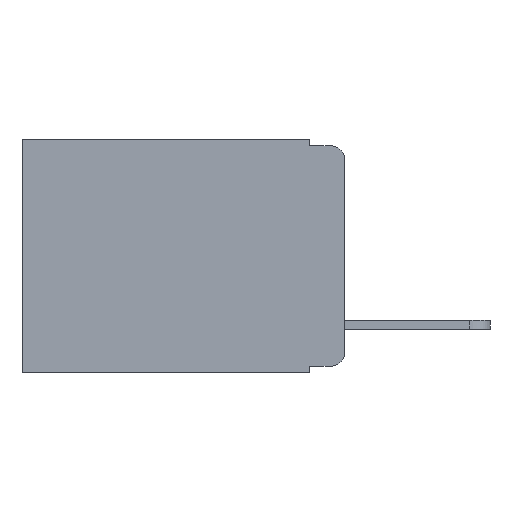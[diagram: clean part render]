
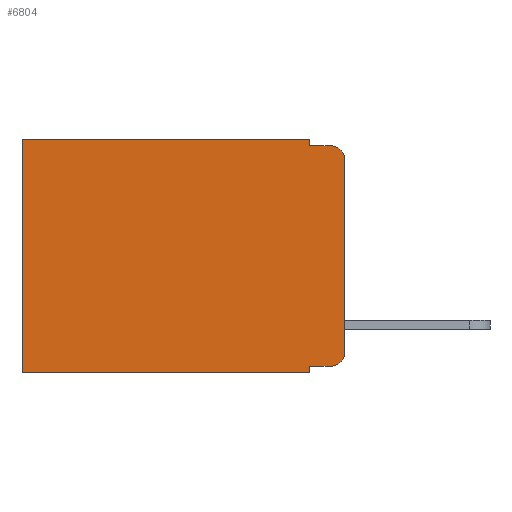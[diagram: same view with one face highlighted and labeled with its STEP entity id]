
A CAD part, left-side view. The second image highlights one B-rep face of the part: STEP entity #6804.
In plain terms, the highlighted planar face has unit normal (-1, 0, 0).
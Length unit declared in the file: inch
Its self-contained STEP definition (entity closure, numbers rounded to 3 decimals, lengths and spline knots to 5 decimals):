
#150 = LINE ( 'NONE', #1141, #8916 ) ;
#333 = VERTEX_POINT ( 'NONE', #7209 ) ;
#398 = CARTESIAN_POINT ( 'NONE',  ( 0.298, 0., 0. ) ) ;
#757 = VECTOR ( 'NONE', #6622, 39.37008 ) ;
#779 = DIRECTION ( 'NONE',  ( 0., 1., 0. ) ) ;
#826 = PLANE ( 'NONE',  #3714 ) ;
#934 = EDGE_CURVE ( 'NONE', #7173, #5931, #150, .T. ) ;
#1004 = EDGE_CURVE ( 'NONE', #7173, #333, #7813, .T. ) ;
#1141 = CARTESIAN_POINT ( 'NONE',  ( 0.298, 0., 0. ) ) ;
#1276 = CARTESIAN_POINT ( 'NONE',  ( 0.298, 0.473, 0. ) ) ;
#1301 = DIRECTION ( 'NONE',  ( 0., 1., 0. ) ) ;
#1417 = CARTESIAN_POINT ( 'NONE',  ( 0.298, 0., -0.343 ) ) ;
#1594 = VECTOR ( 'NONE', #4382, 39.37008 ) ;
#1630 = EDGE_CURVE ( 'NONE', #1693, #9973, #10113, .T. ) ;
#1647 = DIRECTION ( 'NONE',  ( 0., 0., -1. ) ) ;
#1693 = VERTEX_POINT ( 'NONE', #2983 ) ;
#1710 = VERTEX_POINT ( 'NONE', #6784 ) ;
#1757 = FACE_OUTER_BOUND ( 'NONE', #3008, .T. ) ;
#2297 = VECTOR ( 'NONE', #779, 39.37008 ) ;
#2399 = ORIENTED_EDGE ( 'NONE', *, *, #1630, .F. ) ;
#2583 = DIRECTION ( 'NONE',  ( 0., 0., -1. ) ) ;
#2747 = LINE ( 'NONE', #6523, #4799 ) ;
#2796 = LINE ( 'NONE', #1417, #2297 ) ;
#2904 = EDGE_CURVE ( 'NONE', #9973, #3663, #2796, .T. ) ;
#2953 = CARTESIAN_POINT ( 'NONE',  ( 0.298, 0.051, 0. ) ) ;
#2983 = CARTESIAN_POINT ( 'NONE',  ( 0.298, 0.051, -0.333 ) ) ;
#3008 = EDGE_LOOP ( 'NONE', ( #3757, #6176, #8988, #7195, #3971, #8522, #7552, #2399, #4884, #8120 ) ) ;
#3663 = VERTEX_POINT ( 'NONE', #6070 ) ;
#3714 = AXIS2_PLACEMENT_3D ( 'NONE', #9388, #5735, #9624 ) ;
#3757 = ORIENTED_EDGE ( 'NONE', *, *, #8865, .F. ) ;
#3874 = VECTOR ( 'NONE', #8020, 39.37008 ) ;
#3971 = ORIENTED_EDGE ( 'NONE', *, *, #934, .T. ) ;
#4129 = CARTESIAN_POINT ( 'NONE',  ( 0.298, 0.051, -0.01 ) ) ;
#4148 = AXIS2_PLACEMENT_3D ( 'NONE', #7795, #9447, #1647 ) ;
#4382 = DIRECTION ( 'NONE',  ( 0., 0., -1. ) ) ;
#4466 = DIRECTION ( 'NONE',  ( 0., 0., -1. ) ) ;
#4799 = VECTOR ( 'NONE', #5764, 39.37008 ) ;
#4820 = DIRECTION ( 'NONE',  ( -1., 0., 0. ) ) ;
#4884 = ORIENTED_EDGE ( 'NONE', *, *, #6883, .T. ) ;
#4927 = EDGE_CURVE ( 'NONE', #9342, #7406, #7961, .T. ) ;
#5045 = EDGE_CURVE ( 'NONE', #333, #9383, #6192, .T. ) ;
#5063 = VECTOR ( 'NONE', #6602, 39.37008 ) ;
#5120 = EDGE_CURVE ( 'NONE', #1710, #9383, #7265, .T. ) ;
#5185 = LINE ( 'NONE', #1276, #5063 ) ;
#5328 = CARTESIAN_POINT ( 'NONE',  ( 0.298, 0.051, 0. ) ) ;
#5528 = AXIS2_PLACEMENT_3D ( 'NONE', #6462, #4820, #2583 ) ;
#5735 = DIRECTION ( 'NONE',  ( 1., 0., 0. ) ) ;
#5764 = DIRECTION ( 'NONE',  ( 0., -1., 0. ) ) ;
#5931 = VERTEX_POINT ( 'NONE', #9142 ) ;
#5992 = CARTESIAN_POINT ( 'NONE',  ( 0.298, 0.051, -0.343 ) ) ;
#6070 = CARTESIAN_POINT ( 'NONE',  ( 0.298, 0.473, -0.343 ) ) ;
#6176 = ORIENTED_EDGE ( 'NONE', *, *, #5120, .T. ) ;
#6192 = LINE ( 'NONE', #4129, #3874 ) ;
#6350 = CARTESIAN_POINT ( 'NONE',  ( 0.298, 0., -0.313 ) ) ;
#6462 = CARTESIAN_POINT ( 'NONE',  ( 0.298, 0.02, -0.03 ) ) ;
#6483 = EDGE_CURVE ( 'NONE', #5931, #3663, #5185, .T. ) ;
#6523 = CARTESIAN_POINT ( 'NONE',  ( 0.298, 0.051, -0.333 ) ) ;
#6602 = DIRECTION ( 'NONE',  ( 0., 0., -1. ) ) ;
#6622 = DIRECTION ( 'NONE',  ( 0., 0., -1. ) ) ;
#6784 = CARTESIAN_POINT ( 'NONE',  ( 0.298, 0., -0.03 ) ) ;
#6804 = ADVANCED_FACE ( 'NONE', ( #1757 ), #826, .F. ) ;
#6883 = EDGE_CURVE ( 'NONE', #1693, #9342, #2747, .T. ) ;
#6895 = CARTESIAN_POINT ( 'NONE',  ( 0.298, 0.02, -0.01 ) ) ;
#7173 = VERTEX_POINT ( 'NONE', #5328 ) ;
#7195 = ORIENTED_EDGE ( 'NONE', *, *, #1004, .F. ) ;
#7209 = CARTESIAN_POINT ( 'NONE',  ( 0.298, 0.051, -0.01 ) ) ;
#7265 = CIRCLE ( 'NONE', #5528, 0.02 ) ;
#7406 = VERTEX_POINT ( 'NONE', #6350 ) ;
#7552 = ORIENTED_EDGE ( 'NONE', *, *, #2904, .F. ) ;
#7596 = CARTESIAN_POINT ( 'NONE',  ( 0.298, 0.051, 0. ) ) ;
#7795 = CARTESIAN_POINT ( 'NONE',  ( 0.298, 0.02, -0.313 ) ) ;
#7813 = LINE ( 'NONE', #7596, #1594 ) ;
#7961 = CIRCLE ( 'NONE', #4148, 0.02 ) ;
#8020 = DIRECTION ( 'NONE',  ( 0., -1., 0. ) ) ;
#8049 = LINE ( 'NONE', #398, #757 ) ;
#8120 = ORIENTED_EDGE ( 'NONE', *, *, #4927, .T. ) ;
#8522 = ORIENTED_EDGE ( 'NONE', *, *, #6483, .T. ) ;
#8865 = EDGE_CURVE ( 'NONE', #1710, #7406, #8049, .T. ) ;
#8916 = VECTOR ( 'NONE', #1301, 39.37008 ) ;
#8986 = CARTESIAN_POINT ( 'NONE',  ( 0.298, 0.02, -0.333 ) ) ;
#8988 = ORIENTED_EDGE ( 'NONE', *, *, #5045, .F. ) ;
#9142 = CARTESIAN_POINT ( 'NONE',  ( 0.298, 0.473, 0. ) ) ;
#9262 = VECTOR ( 'NONE', #4466, 39.37008 ) ;
#9342 = VERTEX_POINT ( 'NONE', #8986 ) ;
#9383 = VERTEX_POINT ( 'NONE', #6895 ) ;
#9388 = CARTESIAN_POINT ( 'NONE',  ( 0.298, 0., 0. ) ) ;
#9447 = DIRECTION ( 'NONE',  ( -1., 0., 0. ) ) ;
#9624 = DIRECTION ( 'NONE',  ( 0., 0., -1. ) ) ;
#9973 = VERTEX_POINT ( 'NONE', #5992 ) ;
#10113 = LINE ( 'NONE', #2953, #9262 ) ;
